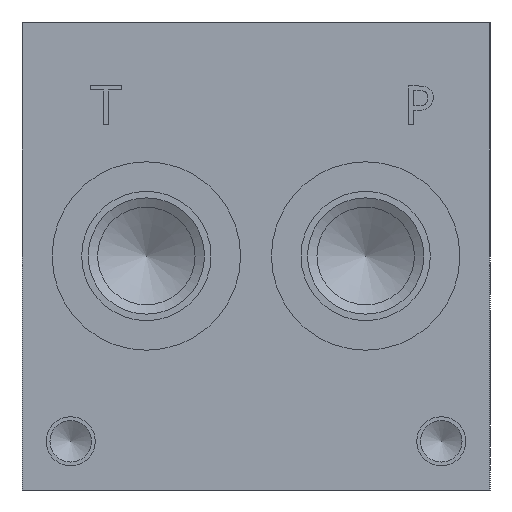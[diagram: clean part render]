
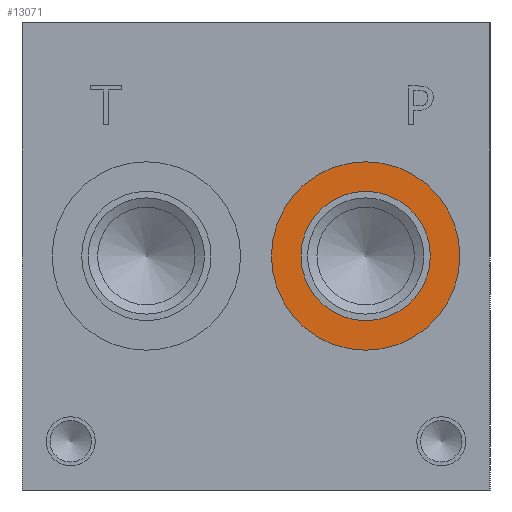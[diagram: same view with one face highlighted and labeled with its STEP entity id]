
A CAD part, left-side view. The second image highlights one B-rep face of the part: STEP entity #13071.
In plain terms, the highlighted planar face has unit normal (-1, 0, 0).
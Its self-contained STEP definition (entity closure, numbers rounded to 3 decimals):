
#228=CIRCLE('',#13671,15.342);
#229=CIRCLE('',#13672,15.342);
#230=CIRCLE('',#13674,10.528);
#231=CIRCLE('',#13675,10.528);
#548=FACE_BOUND('',#2257,.T.);
#941=PLANE('',#13673);
#1507=FACE_OUTER_BOUND('',#2256,.T.);
#2256=EDGE_LOOP('',(#11119,#11120));
#2257=EDGE_LOOP('',(#11121,#11122));
#6118=VERTEX_POINT('',#22092);
#6119=VERTEX_POINT('',#22094);
#6120=VERTEX_POINT('',#22098);
#6121=VERTEX_POINT('',#22099);
#7867=EDGE_CURVE('',#6118,#6119,#228,.T.);
#7868=EDGE_CURVE('',#6119,#6118,#229,.T.);
#7869=EDGE_CURVE('',#6120,#6121,#230,.T.);
#7870=EDGE_CURVE('',#6121,#6120,#231,.T.);
#11119=ORIENTED_EDGE('',*,*,#7868,.F.);
#11120=ORIENTED_EDGE('',*,*,#7867,.F.);
#11121=ORIENTED_EDGE('',*,*,#7869,.T.);
#11122=ORIENTED_EDGE('',*,*,#7870,.T.);
#13071=ADVANCED_FACE('',(#1507,#548),#941,.F.);
#13671=AXIS2_PLACEMENT_3D('',#22095,#15998,#15999);
#13672=AXIS2_PLACEMENT_3D('',#22096,#16000,#16001);
#13673=AXIS2_PLACEMENT_3D('',#22097,#16002,#16003);
#13674=AXIS2_PLACEMENT_3D('',#22100,#16004,#16005);
#13675=AXIS2_PLACEMENT_3D('',#22101,#16006,#16007);
#15998=DIRECTION('center_axis',(1.,0.,0.));
#15999=DIRECTION('ref_axis',(0.,0.,-1.));
#16000=DIRECTION('center_axis',(1.,0.,0.));
#16001=DIRECTION('ref_axis',(0.,0.,-1.));
#16002=DIRECTION('center_axis',(1.,0.,0.));
#16003=DIRECTION('ref_axis',(0.,0.,-1.));
#16004=DIRECTION('center_axis',(1.,0.,0.));
#16005=DIRECTION('ref_axis',(0.,0.,-1.));
#16006=DIRECTION('center_axis',(1.,0.,0.));
#16007=DIRECTION('ref_axis',(0.,0.,-1.));
#22092=CARTESIAN_POINT('',(0.787,20.244,22.758));
#22094=CARTESIAN_POINT('',(0.787,20.244,53.442));
#22095=CARTESIAN_POINT('Origin',(0.787,20.244,38.1));
#22096=CARTESIAN_POINT('Origin',(0.787,20.244,38.1));
#22097=CARTESIAN_POINT('Origin',(0.787,20.244,48.628));
#22098=CARTESIAN_POINT('',(0.787,20.244,48.628));
#22099=CARTESIAN_POINT('',(0.787,20.244,27.572));
#22100=CARTESIAN_POINT('Origin',(0.787,20.244,38.1));
#22101=CARTESIAN_POINT('Origin',(0.787,20.244,38.1));
